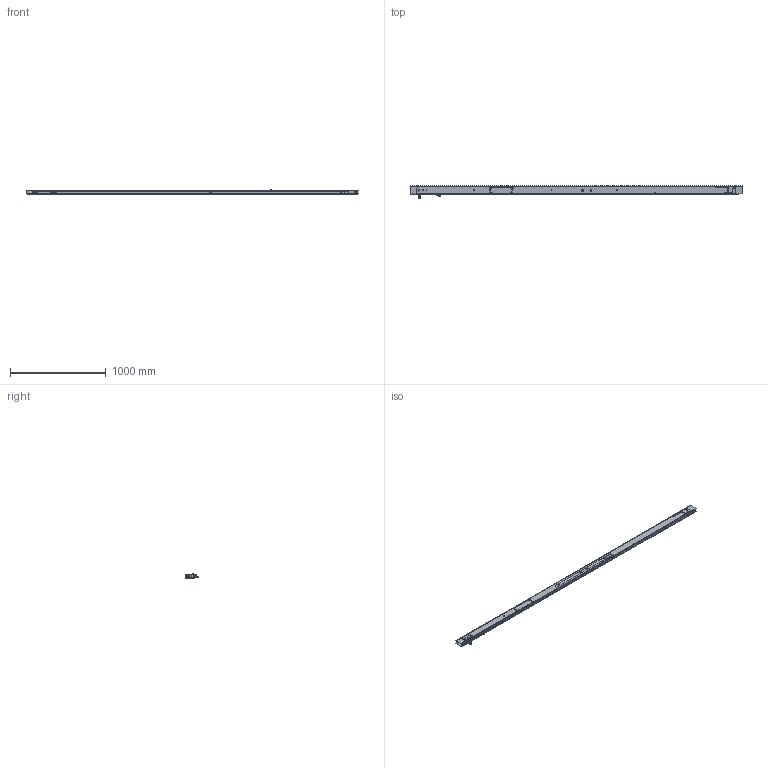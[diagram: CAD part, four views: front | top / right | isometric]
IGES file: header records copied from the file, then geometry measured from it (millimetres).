
Start section:  PTC IGES file: a-finn-boom.igs
Global section: file name: a-finn-boom.igs; native system: Creo Parametric by PTC Inc.; preprocessor: 2021404; author: Student; organization: Unknown; date: 20220627.090315; units: millimetre
Bounding box: 3468.4 x 126.73 x 48.29 mm (x, y, z)
Surface area: 4498956.4 mm2 (no closed solid volume)
Topology: 0 solids, 0 shells, 4280 faces, 63420 edges, 82727 vertices
Faces by surface type: revolution 2850, bspline 1414, extrusion 16
